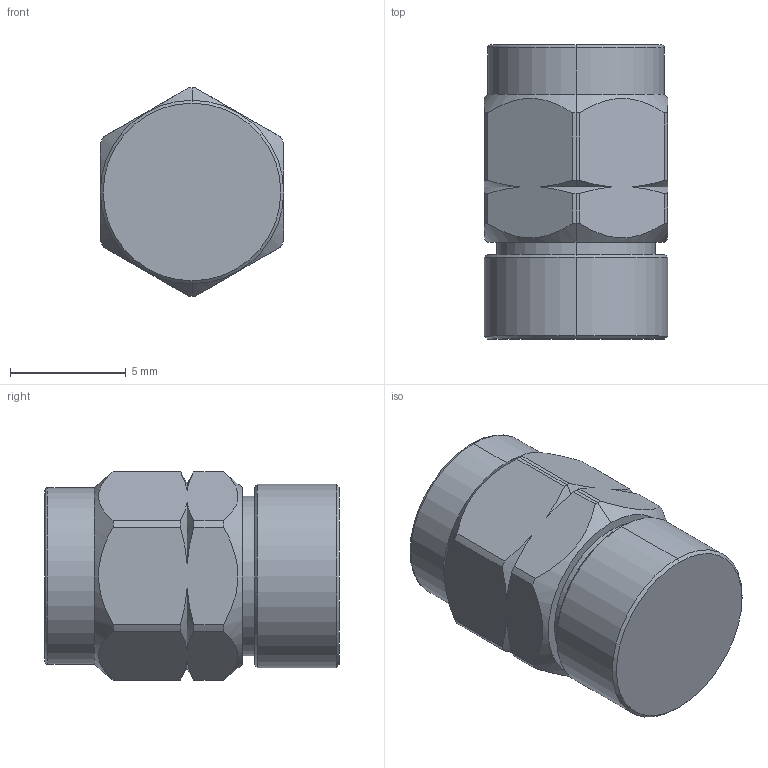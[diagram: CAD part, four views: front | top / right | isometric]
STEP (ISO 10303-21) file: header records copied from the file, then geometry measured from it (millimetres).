
FILE_DESCRIPTION (( 'STEP AP203' ), '1' );
FILE_NAME ('PE6192.step', '2019-03-20T15:18:18', ( '' ), ( '' ), 'SwSTEP 2.0', 'SolidWorks 2017', '' );
FILE_SCHEMA (( 'CONFIG_CONTROL_DESIGN' ));
Length unit declared in the file: inch
Products named in the file (1): PE6192
Bounding box: 7.94 x 12.7 x 8.99 mm (x, y, z)
Volume: 527 mm3; surface area: 606.7 mm2
Topology: 1 solids, 1 shells, 85 faces, 214 edges, 138 vertices
Faces by surface type: cylinder 38, cone 27, plane 15, bspline 3, torus 2
Entity records: 3772 total; most frequent: CARTESIAN_POINT 1731, ORIENTED_EDGE 428, DIRECTION 401, EDGE_CURVE 214, AXIS2_PLACEMENT_3D 169, VERTEX_POINT 138, EDGE_LOOP 92, CIRCLE 86
